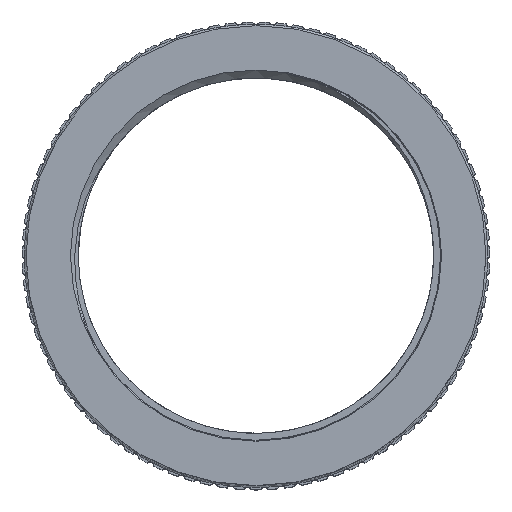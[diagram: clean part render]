
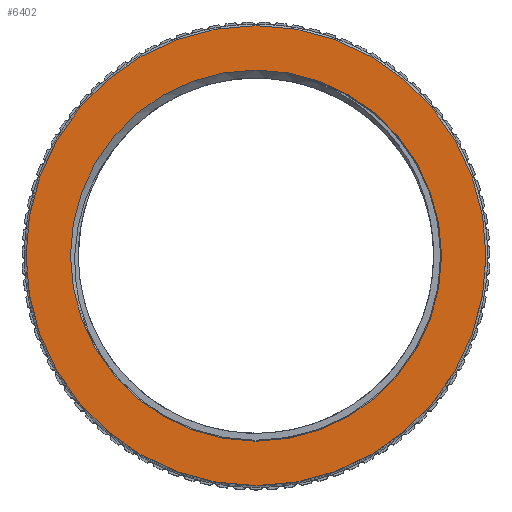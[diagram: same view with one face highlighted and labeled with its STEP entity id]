
A CAD part, top view. The second image highlights one B-rep face of the part: STEP entity #6402.
In plain terms, the highlighted planar face has unit normal (0, 0, 1).
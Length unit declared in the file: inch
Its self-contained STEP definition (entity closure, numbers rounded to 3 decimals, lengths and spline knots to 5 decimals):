
#16=FACE_BOUND('',#917,.T.);
#193=PLANE('',#7528);
#536=FACE_OUTER_BOUND('',#916,.T.);
#916=EDGE_LOOP('',(#5136));
#917=EDGE_LOOP('',(#5137));
#1317=CIRCLE('',#6868,0.595);
#1318=CIRCLE('',#6870,0.7375);
#2458=VERTEX_POINT('',#11114);
#2459=VERTEX_POINT('',#11136);
#3104=EDGE_CURVE('',#2458,#2458,#1317,.T.);
#3107=EDGE_CURVE('',#2459,#2459,#1318,.T.);
#5136=ORIENTED_EDGE('',*,*,#3107,.T.);
#5137=ORIENTED_EDGE('',*,*,#3104,.T.);
#6402=ADVANCED_FACE('',(#536,#16),#193,.F.);
#6868=AXIS2_PLACEMENT_3D('',#11116,#8430,#8431);
#6870=AXIS2_PLACEMENT_3D('',#11137,#8434,#8435);
#7528=AXIS2_PLACEMENT_3D('',#12218,#9865,#9866);
#8430=DIRECTION('center_axis',(0.,0.,-1.));
#8431=DIRECTION('ref_axis',(-1.,0.,0.));
#8434=DIRECTION('center_axis',(0.,0.,1.));
#8435=DIRECTION('ref_axis',(1.,0.,0.));
#9865=DIRECTION('center_axis',(0.,0.,-1.));
#9866=DIRECTION('ref_axis',(-1.,0.,0.));
#11114=CARTESIAN_POINT('',(-0.595,0.,0.484));
#11116=CARTESIAN_POINT('Origin',(0.,0.,0.484));
#11136=CARTESIAN_POINT('',(-0.7375,0.,0.484));
#11137=CARTESIAN_POINT('Origin',(0.,0.,0.484));
#12218=CARTESIAN_POINT('Origin',(0.,0.7375,0.484));
